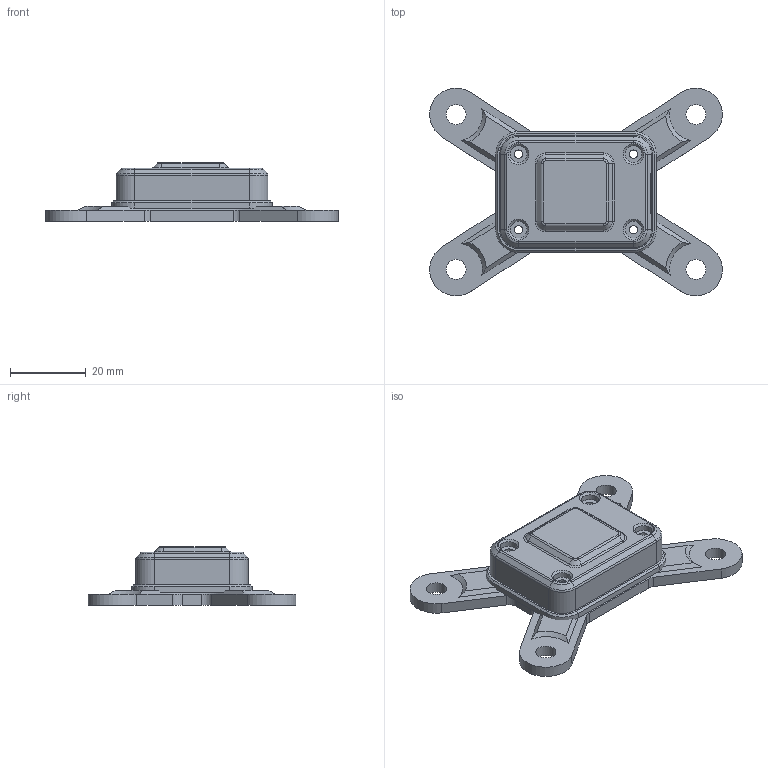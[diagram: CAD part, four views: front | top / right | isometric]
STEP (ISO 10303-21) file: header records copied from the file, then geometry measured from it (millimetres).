
FILE_DESCRIPTION(/* description */ (''),/* implementation_level */ '2;1');
FILE_NAME(/* name */ 'GPS-Baseplate-ASM.stp',/* time_stamp */ '2021-05-26T19:06:32-07:00',/* author */ ('andre'),/* organization */ (''),/* preprocessor_version */ 'ST-DEVELOPER v17',/* originating_system */ 'Autodesk Inventor 2019',/* authorisation */ '');
FILE_SCHEMA (('AUTOMOTIVE_DESIGN { 1 0 10303 214 3 1 1 }'));
Length unit declared in the file: millimetre
Products named in the file (5): GPS-Baseplate; GPS-BasePlate-Renee v4; GPS; GPS-Bottom-Enclosure; GPS-Top-Enclosure-v1.2
Assembly tree (4 placements, depth 2):
  GPS-Baseplate
    GPS-BasePlate-Renee v4
    GPS
    GPS-Bottom-Enclosure
    GPS-Top-Enclosure-v1.2
Bounding box: 77.48 x 54.98 x 15.6 mm (x, y, z)
Volume: 17436.5 mm3; surface area: 17279.4 mm2
Topology: 17 solids, 17 shells, 936 faces, 2611 edges, 1777 vertices
Faces by surface type: plane 662, cylinder 204, cone 50, torus 16, bspline 4
Full cylindrical faces by diameter (mm): 0.75 x4, 2.2 x4, 2.5 x8, 2.7 x4, 4.5 x4, 5.3 x4, 6 x4, 6.8 x1
Entity records: 31690 total; most frequent: CARTESIAN_POINT 6164, ORIENTED_EDGE 5222, DIRECTION 4932, EDGE_CURVE 2611, LINE 2000, VECTOR 2000, VERTEX_POINT 1777, AXIS2_PLACEMENT_3D 1466
